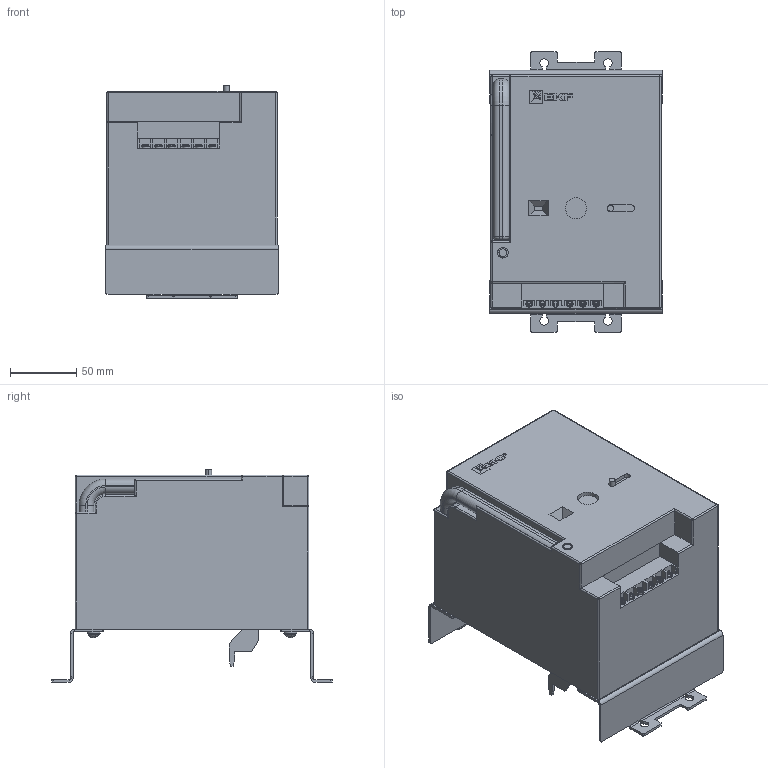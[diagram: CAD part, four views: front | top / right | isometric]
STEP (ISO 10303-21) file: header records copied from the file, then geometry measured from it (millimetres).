
FILE_DESCRIPTION (( 'STEP AP214' ), '1' );
FILE_NAME ('mccb-3-CD2-av AV POWER-3 Ýëåêòðîïðèâîä CD2.STEP', '2020-03-20T10:42:04', ( '' ), ( '' ), 'SwSTEP 2.0', 'SolidWorks 2019', '' );
FILE_SCHEMA (( 'AUTOMOTIVE_DESIGN' ));
Length unit declared in the file: millimetre
Products named in the file (7): mccb-3-CD2-av AV POWER-3 Ýëåêòðîïðèâîä CD2; ﾘ琺矜 01.019 ﾃﾎﾑﾒ11371-78_5; Ãàéêà ÃÎÑÒ 5915-70_5.6G.5; 襟俶.745412.014 扰鍙欙樥燲00; ﾘ琺矜 65ﾃ 019 ﾃﾎﾑﾒ 6402-70_5; Ìîòîðíûé ïðèâîä ê AV POWER-3; Âèíò Ì5 ÃÎÑÒ17473-78_5å16
Assembly tree (23 placements, depth 2):
  mccb-3-CD2-av AV POWER-3 Ýëåêòðîïðèâîä CD2
    Ìîòîðíûé ïðèâîä ê AV POWER-3
    襟俶.745412.014 扰鍙欙樥燲00  x2
    Âèíò Ì5 ÃÎÑÒ17473-78_5å16  x4
    ﾘ琺矜 01.019 ﾃﾎﾑﾒ11371-78_5  x8
    ﾘ琺矜 65ﾃ 019 ﾃﾎﾑﾒ 6402-70_5  x4
    Ãàéêà ÃÎÑÒ 5915-70_5.6G.5  x4
Bounding box: 130 x 211 x 160 mm (x, y, z)
Volume: 2539994.3 mm3; surface area: 171732.3 mm2
Topology: 23 solids, 23 shells, 666 faces, 1706 edges, 1096 vertices
Faces by surface type: plane 348, cylinder 226, cone 40, torus 24, sphere 16, bspline 12
Entity records: 15594 total; most frequent: CARTESIAN_POINT 3636, ORIENTED_EDGE 2398, DIRECTION 2368, EDGE_CURVE 1199, AXIS2_PLACEMENT_3D 798, VERTEX_POINT 782, LINE 772, VECTOR 772
